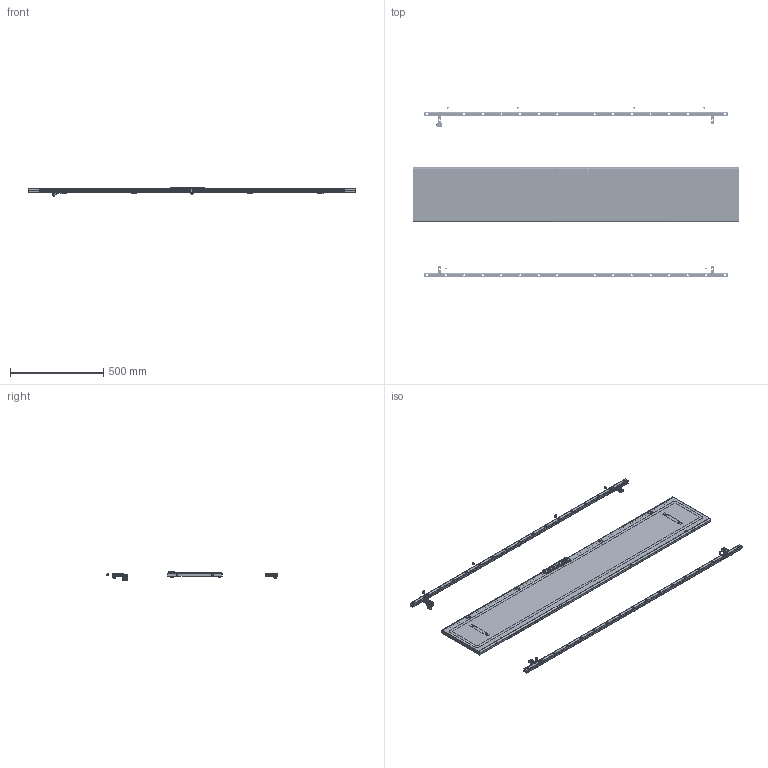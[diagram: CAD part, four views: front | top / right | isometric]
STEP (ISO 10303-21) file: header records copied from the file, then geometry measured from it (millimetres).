
FILE_DESCRIPTION (( 'STEP AP203' ), '1' );
FILE_NAME ('1800x300.step', '2011-02-16T12:15:21', ( 'User' ), ( 'DKC' ), 'SwSTEP 2.0', 'SolidWorks 2010', '' );
FILE_SCHEMA (( 'CONFIG_CONTROL_DESIGN' ));
Length unit declared in the file: millimetre
Products named in the file (33): 1800x300; sealant for sviluppo porta quadro_1800x300; Montante verticale + Traversa orizzontale interno porta_Montante verticale 1800; AC00C400 Quadro IP55 Guida aste_Default; Sviluppo porta quadro_1800x300; Montante verticale + Traversa orizzontale interno porta_Traversa orizzontale 300; Çåðêàëüíî îòðàçèòüboccola AC00C378; AC00C184 dado telaio interno porta_Default; Sostegno autoallineante per porta AC00C446; Çåðêàëüíî îòðàçèòüribattino AC00C377; Hex Flange Bolt M6x10_ISO 4162 - M6 x 12 x 12-S; Tappo_?????; Çåðêàëüíî îòðàçèòüterminator for door.SLDPRT1; Çåðêàëüíî îòðàçèòüterminator for door.SLDPRT; boccola AC00C378; ribattino AC00C377; terminator for door.SLDPRT; ASTINA Superiore_1800; land; ASTINA Inferiore_1800; linguetta_AC00C387; distanziale di gomma per RAM BLOCK_Default; inserto chiave per maniglia RAM BLOCK_AC00C389; basetta esterna_AC00C506; Sealing ring; RAMBLOCK montata modificated_Default; maniglia RAM BLOCK modificated_AC00C505; end-cap_AC00C061; hinge AC00C170_Default; AC00C183_Default; Nut M6_Hexagon Nut ISO - 4034 - M6 - S; Ingranaggio per cariglione modificated_AC00C388; Wood screw 4.2x13_Tapping screw DIN 7049-ST4.2x13-F-H-S
Assembly tree (72 placements, depth 3):
  1800x300
    AC00C184 dado telaio interno porta_Default  x6
    Wood screw 4.2x13_Tapping screw DIN 7049-ST4.2x13-F-H-S  x5
    land  x12
    distanziale di gomma per RAM BLOCK_Default  x2
    Tappo_?????  x2
    RAMBLOCK montata modificated_Default
      maniglia RAM BLOCK modificated_AC00C505
      Sealing ring
      inserto chiave per maniglia RAM BLOCK_AC00C389
      Ingranaggio per cariglione modificated_AC00C388
      basetta esterna_AC00C506
    end-cap_AC00C061  x2
    Nut M6_Hexagon Nut ISO - 4034 - M6 - S  x4
    Montante verticale + Traversa orizzontale interno porta_Traversa orizzontale 300  x2
    AC00C400 Quadro IP55 Guida aste_Default  x4
    Çåðêàëüíî îòðàçèòüterminator for door.SLDPRT
      Çåðêàëüíî îòðàçèòüribattino AC00C377
      Çåðêàëüíî îòðàçèòüboccola AC00C378
    AC00C183_Default  x4
    Sostegno autoallineante per porta AC00C446
    ASTINA Inferiore_1800
    hinge AC00C170_Default  x4
    terminator for door.SLDPRT  x2
      boccola AC00C378
      ribattino AC00C377
    ASTINA Superiore_1800
    linguetta_AC00C387
    Hex Flange Bolt M6x10_ISO 4162 - M6 x 12 x 12-S
    Montante verticale + Traversa orizzontale interno porta_Montante verticale 1800  x2
    Çåðêàëüíî îòðàçèòüterminator for door.SLDPRT1
      Çåðêàëüíî îòðàçèòüribattino AC00C377
      Çåðêàëüíî îòðàçèòüboccola AC00C378
    Sviluppo porta quadro_1800x300
    sealant for sviluppo porta quadro_1800x300
Bounding box: 1755 x 914.5 x 52.65 mm (x, y, z)
Volume: 2036022.3 mm3; surface area: 2025603 mm2
Topology: 81 solids, 81 shells, 8227 faces, 22780 edges, 14826 vertices
Faces by surface type: bspline 3427, plane 2147, cylinder 2106, cone 469, torus 60, sphere 18
Entity records: 85507 total; most frequent: CARTESIAN_POINT 30689, ORIENTED_EDGE 11118, DIRECTION 9633, EDGE_CURVE 5559, VERTEX_POINT 3564, AXIS2_PLACEMENT_3D 3402, LINE 2829, VECTOR 2829
